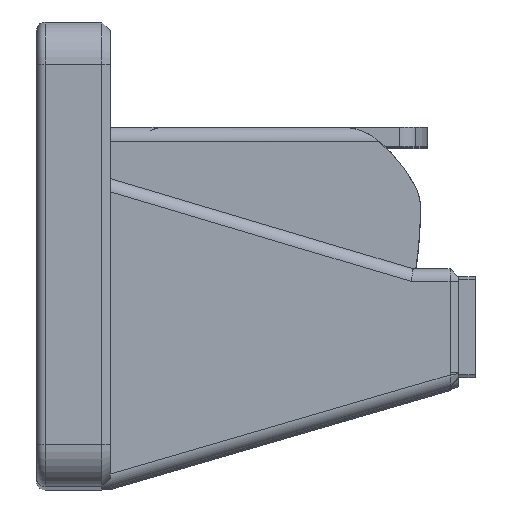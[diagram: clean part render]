
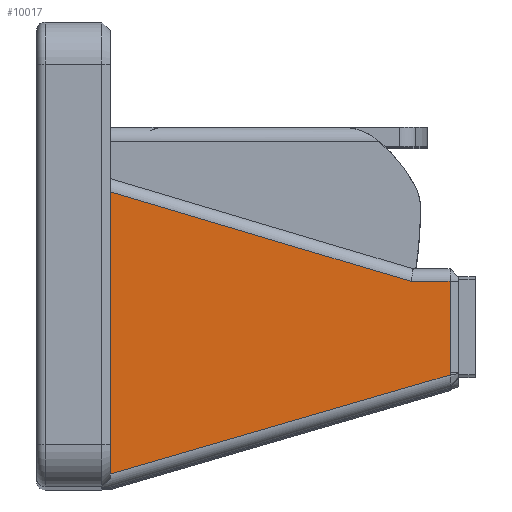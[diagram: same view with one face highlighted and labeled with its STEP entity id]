
A CAD part, top view. The second image highlights one B-rep face of the part: STEP entity #10017.
In plain terms, the highlighted planar face has unit normal (0, 0, 1).
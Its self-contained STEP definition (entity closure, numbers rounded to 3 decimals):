
#643=PLANE('',#10803);
#1090=FACE_OUTER_BOUND('',#1648,.T.);
#1648=EDGE_LOOP('',(#8716,#8717,#8718,#8719,#8720,#8721));
#2443=LINE('',#15470,#3374);
#2640=LINE('',#16783,#3571);
#2688=LINE('',#17295,#3619);
#2689=LINE('',#17298,#3620);
#2690=LINE('',#17299,#3621);
#3374=VECTOR('',#12179,10.);
#3571=VECTOR('',#12778,10.);
#3619=VECTOR('',#12852,10.);
#3620=VECTOR('',#12855,10.);
#3621=VECTOR('',#12856,10.);
#3942=B_SPLINE_CURVE_WITH_KNOTS('',3,(#16908,#16909,#16910,#16911),
 .UNSPECIFIED.,.F.,.F.,(4,4),(-1.571,-1.386),
 .UNSPECIFIED.);
#4575=VERTEX_POINT('',#15467);
#4576=VERTEX_POINT('',#15469);
#4767=VERTEX_POINT('',#16515);
#4787=VERTEX_POINT('',#16776);
#4789=VERTEX_POINT('',#16782);
#4886=VERTEX_POINT('',#17297);
#5781=EDGE_CURVE('',#4576,#4575,#2443,.T.);
#6117=EDGE_CURVE('',#4787,#4789,#2640,.T.);
#6135=EDGE_CURVE('',#4789,#4767,#3942,.T.);
#6229=EDGE_CURVE('',#4767,#4575,#2688,.T.);
#6230=EDGE_CURVE('',#4886,#4787,#2689,.T.);
#6231=EDGE_CURVE('',#4576,#4886,#2690,.T.);
#8716=ORIENTED_EDGE('',*,*,#6135,.F.);
#8717=ORIENTED_EDGE('',*,*,#6117,.F.);
#8718=ORIENTED_EDGE('',*,*,#6230,.F.);
#8719=ORIENTED_EDGE('',*,*,#6231,.F.);
#8720=ORIENTED_EDGE('',*,*,#5781,.T.);
#8721=ORIENTED_EDGE('',*,*,#6229,.F.);
#10017=ADVANCED_FACE('',(#1090),#643,.T.);
#10803=AXIS2_PLACEMENT_3D('',#17296,#12853,#12854);
#12179=DIRECTION('',(0.,-1.,0.));
#12778=DIRECTION('',(0.,-1.,0.));
#12852=DIRECTION('',(-0.96,-0.28,0.));
#12853=DIRECTION('center_axis',(0.,0.,1.));
#12854=DIRECTION('ref_axis',(0.,-1.,0.));
#12855=DIRECTION('',(1.,0.,0.));
#12856=DIRECTION('',(0.958,-0.285,0.));
#15467=CARTESIAN_POINT('',(5.393,-6.615,36.844));
#15469=CARTESIAN_POINT('',(5.393,6.738,36.844));
#15470=CARTESIAN_POINT('',(5.393,9.26,36.844));
#16515=CARTESIAN_POINT('',(21.474,-1.928,36.844));
#16776=CARTESIAN_POINT('',(21.474,2.497,36.844));
#16782=CARTESIAN_POINT('',(21.474,-1.811,36.844));
#16783=CARTESIAN_POINT('',(21.474,7.411,36.844));
#16908=CARTESIAN_POINT('Ctrl Pts',(21.474,-1.811,36.844));
#16909=CARTESIAN_POINT('Ctrl Pts',(21.474,-1.849,36.844));
#16910=CARTESIAN_POINT('Ctrl Pts',(21.474,-1.888,36.844));
#16911=CARTESIAN_POINT('Ctrl Pts',(21.474,-1.928,36.844));
#17295=CARTESIAN_POINT('',(14.815,-3.869,36.844));
#17296=CARTESIAN_POINT('Origin',(1.908,14.76,36.844));
#17297=CARTESIAN_POINT('',(19.639,2.497,36.844));
#17298=CARTESIAN_POINT('',(11.891,2.497,36.844));
#17299=CARTESIAN_POINT('',(2.61,7.567,36.844));
